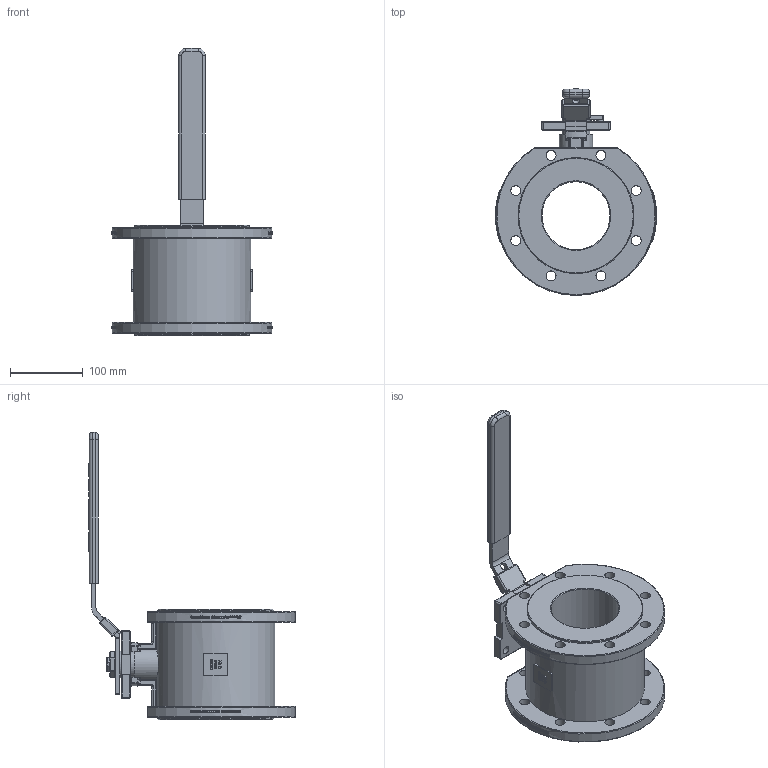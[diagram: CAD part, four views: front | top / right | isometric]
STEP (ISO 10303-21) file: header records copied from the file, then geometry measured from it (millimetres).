
FILE_DESCRIPTION(/* description */ ('771100'),/* implementation_level */ '2;1');
FILE_NAME(/* name */ '771100.stp',/* time_stamp */ '2016-11-28T10:12:53+01:00',/* author */ ('jmorand'),/* organization */ ('Sferaco'),/* preprocessor_version */ 'ST-DEVELOPER v16.5',/* originating_system */ 'Autodesk Inventor 2017',/* authorisation */ '');
FILE_SCHEMA (('AUTOMOTIVE_DESIGN { 1 0 10303 214 3 1 1 }'));
Products named in the file (1): 771100_bd
Bounding box: 222 x 285 x 396 mm (x, y, z)
Volume: 2884421.7 mm3; surface area: 294350.5 mm2
Topology: 1 solids, 3 shells, 2821 faces, 7541 edges, 4959 vertices
Faces by surface type: plane 1220, bspline 1204, cylinder 335, torus 31, sphere 20, cone 11
Full cylindrical faces by diameter (mm): 4.917 x1, 8 x1, 10 x1, 11 x4, 13.835 x16, 22 x1, 26 x1, 38 x2, 46 x1, 55 x1, 94 x1, 160 x2
Entity records: 114028 total; most frequent: CARTESIAN_POINT 47869, ORIENTED_EDGE 14972, DIRECTION 9650, EDGE_CURVE 7485, VERTEX_POINT 4939, LINE 3986, VECTOR 3986, EDGE_LOOP 3151
